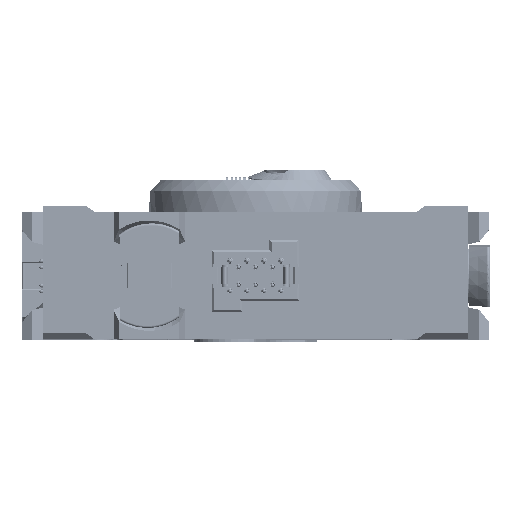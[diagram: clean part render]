
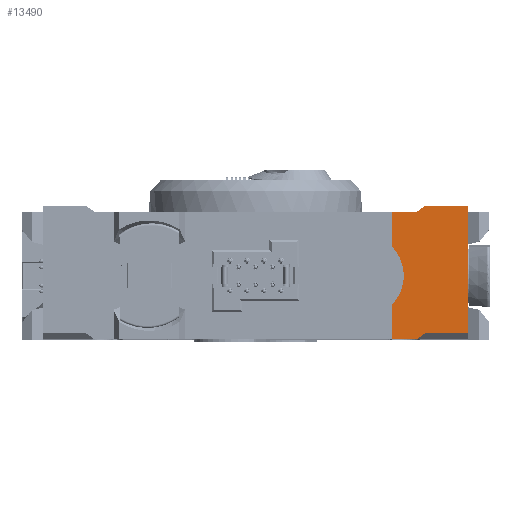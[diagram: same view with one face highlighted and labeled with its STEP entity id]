
A CAD part, top view. The second image highlights one B-rep face of the part: STEP entity #13490.
In plain terms, the highlighted planar face has unit normal (0, 0, 1).
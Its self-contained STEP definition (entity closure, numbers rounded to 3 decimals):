
#876 = VECTOR ( 'NONE', #58389, 1000. ) ;
#2962 = PLANE ( 'NONE',  #56660 ) ;
#3296 = CARTESIAN_POINT ( 'NONE',  ( 50., 0., 100. ) ) ;
#3966 = VERTEX_POINT ( 'NONE', #47987 ) ;
#4383 = DIRECTION ( 'NONE',  ( -1., 0., 0. ) ) ;
#5655 = CARTESIAN_POINT ( 'NONE',  ( 64.2, 13.693, 100. ) ) ;
#6801 = LINE ( 'NONE', #87923, #85169 ) ;
#8418 = VERTEX_POINT ( 'NONE', #15859 ) ;
#8816 = ORIENTED_EDGE ( 'NONE', *, *, #29646, .F. ) ;
#10210 = ORIENTED_EDGE ( 'NONE', *, *, #28627, .F. ) ;
#12509 = VERTEX_POINT ( 'NONE', #26876 ) ;
#13212 = CARTESIAN_POINT ( 'NONE',  ( -100., 30., 100. ) ) ;
#13223 = DIRECTION ( 'NONE',  ( -1., 0., 0. ) ) ;
#13490 = ADVANCED_FACE ( 'NONE', ( #55573 ), #2962, .F. ) ;
#13726 = CARTESIAN_POINT ( 'NONE',  ( 75.757, 30., 100. ) ) ;
#14090 = CARTESIAN_POINT ( 'NONE',  ( -100., -30., 100. ) ) ;
#15038 = DIRECTION ( 'NONE',  ( 1., 0., 0. ) ) ;
#15859 = CARTESIAN_POINT ( 'NONE',  ( 64.2, 30., 100. ) ) ;
#16271 = AXIS2_PLACEMENT_3D ( 'NONE', #3296, #25012, #55430 ) ;
#16450 = CARTESIAN_POINT ( 'NONE',  ( -100., 30., 100. ) ) ;
#17979 = ORIENTED_EDGE ( 'NONE', *, *, #81698, .F. ) ;
#20058 = VERTEX_POINT ( 'NONE', #13726 ) ;
#20172 = CARTESIAN_POINT ( 'NONE',  ( 100., 30., 100. ) ) ;
#22873 = LINE ( 'NONE', #75496, #35188 ) ;
#22950 = CARTESIAN_POINT ( 'NONE',  ( 100., -27., 100. ) ) ;
#25012 = DIRECTION ( 'NONE',  ( 0., 0., 1. ) ) ;
#25498 = LINE ( 'NONE', #68980, #60763 ) ;
#26876 = CARTESIAN_POINT ( 'NONE',  ( 100., 33., 100. ) ) ;
#28627 = EDGE_CURVE ( 'NONE', #8418, #20058, #35925, .T. ) ;
#29646 = EDGE_CURVE ( 'NONE', #46268, #41873, #22873, .T. ) ;
#30482 = DIRECTION ( 'NONE',  ( 0.816, 0.577, 0. ) ) ;
#31530 = DIRECTION ( 'NONE',  ( 0., 1., 0. ) ) ;
#31730 = CIRCLE ( 'NONE', #16271, 19.726 ) ;
#32953 = CARTESIAN_POINT ( 'NONE',  ( 64.2, -13.693, 100. ) ) ;
#35048 = ORIENTED_EDGE ( 'NONE', *, *, #40422, .F. ) ;
#35188 = VECTOR ( 'NONE', #31530, 1000. ) ;
#35925 = LINE ( 'NONE', #13212, #55047 ) ;
#36937 = EDGE_CURVE ( 'NONE', #3966, #56233, #87040, .T. ) ;
#40422 = EDGE_CURVE ( 'NONE', #50110, #8418, #6801, .T. ) ;
#41873 = VERTEX_POINT ( 'NONE', #32953 ) ;
#43622 = EDGE_CURVE ( 'NONE', #85852, #56233, #72632, .T. ) ;
#44556 = ORIENTED_EDGE ( 'NONE', *, *, #59411, .F. ) ;
#46268 = VERTEX_POINT ( 'NONE', #95193 ) ;
#47746 = DIRECTION ( 'NONE',  ( 0., -1., 0. ) ) ;
#47987 = CARTESIAN_POINT ( 'NONE',  ( 75.757, -30., 100. ) ) ;
#49957 = EDGE_CURVE ( 'NONE', #75612, #20058, #25498, .T. ) ;
#50110 = VERTEX_POINT ( 'NONE', #5655 ) ;
#55047 = VECTOR ( 'NONE', #65381, 1000. ) ;
#55430 = DIRECTION ( 'NONE',  ( -1., 0., 0. ) ) ;
#55573 = FACE_OUTER_BOUND ( 'NONE', #61970, .T. ) ;
#55783 = CARTESIAN_POINT ( 'NONE',  ( 80., -27., 100. ) ) ;
#56233 = VERTEX_POINT ( 'NONE', #70601 ) ;
#56660 = AXIS2_PLACEMENT_3D ( 'NONE', #16450, #63296, #4383 ) ;
#58389 = DIRECTION ( 'NONE',  ( 1., 0., 0. ) ) ;
#59411 = EDGE_CURVE ( 'NONE', #41873, #50110, #31730, .T. ) ;
#60763 = VECTOR ( 'NONE', #91196, 1000. ) ;
#61970 = EDGE_LOOP ( 'NONE', ( #71909, #79403, #86356, #80679, #17979, #90815, #10210, #35048, #44556, #8816 ) ) ;
#63296 = DIRECTION ( 'NONE',  ( 0., 0., -1. ) ) ;
#64651 = VECTOR ( 'NONE', #47746, 1000. ) ;
#65381 = DIRECTION ( 'NONE',  ( 1., 0., 0. ) ) ;
#66741 = EDGE_CURVE ( 'NONE', #46268, #3966, #73011, .T. ) ;
#67225 = CARTESIAN_POINT ( 'NONE',  ( 80., 33., 100. ) ) ;
#68548 = VECTOR ( 'NONE', #13223, 1000. ) ;
#68980 = CARTESIAN_POINT ( 'NONE',  ( -41.414, -52.853, 100. ) ) ;
#70601 = CARTESIAN_POINT ( 'NONE',  ( 80., -27., 100. ) ) ;
#71909 = ORIENTED_EDGE ( 'NONE', *, *, #66741, .T. ) ;
#72632 = LINE ( 'NONE', #55783, #68548 ) ;
#73011 = LINE ( 'NONE', #14090, #89760 ) ;
#73861 = VECTOR ( 'NONE', #30482, 1000. ) ;
#75061 = EDGE_CURVE ( 'NONE', #12509, #85852, #93568, .T. ) ;
#75496 = CARTESIAN_POINT ( 'NONE',  ( 64.2, -30., 100. ) ) ;
#75612 = VERTEX_POINT ( 'NONE', #67225 ) ;
#79275 = DIRECTION ( 'NONE',  ( 0., 1., 0. ) ) ;
#79403 = ORIENTED_EDGE ( 'NONE', *, *, #36937, .T. ) ;
#79630 = CARTESIAN_POINT ( 'NONE',  ( 100., 33., 100. ) ) ;
#80581 = LINE ( 'NONE', #79630, #876 ) ;
#80679 = ORIENTED_EDGE ( 'NONE', *, *, #75061, .F. ) ;
#81698 = EDGE_CURVE ( 'NONE', #75612, #12509, #80581, .T. ) ;
#82164 = CARTESIAN_POINT ( 'NONE',  ( 93.333, -17.572, 100. ) ) ;
#85169 = VECTOR ( 'NONE', #79275, 1000. ) ;
#85852 = VERTEX_POINT ( 'NONE', #22950 ) ;
#86356 = ORIENTED_EDGE ( 'NONE', *, *, #43622, .F. ) ;
#87040 = LINE ( 'NONE', #82164, #73861 ) ;
#87923 = CARTESIAN_POINT ( 'NONE',  ( 64.2, -30., 100. ) ) ;
#89760 = VECTOR ( 'NONE', #15038, 1000. ) ;
#90815 = ORIENTED_EDGE ( 'NONE', *, *, #49957, .T. ) ;
#91196 = DIRECTION ( 'NONE',  ( -0.816, -0.577, 0. ) ) ;
#93568 = LINE ( 'NONE', #20172, #64651 ) ;
#95193 = CARTESIAN_POINT ( 'NONE',  ( 64.2, -30., 100. ) ) ;
